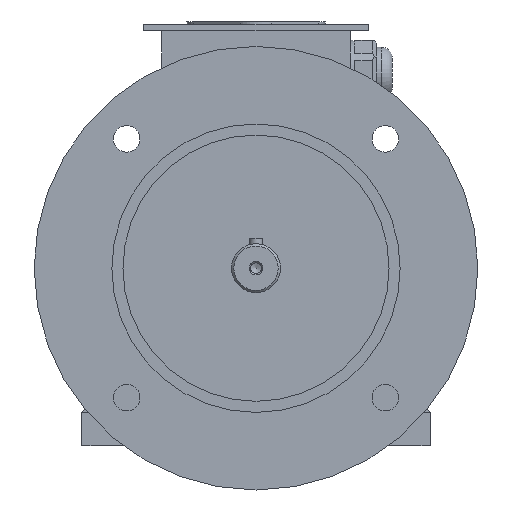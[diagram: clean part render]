
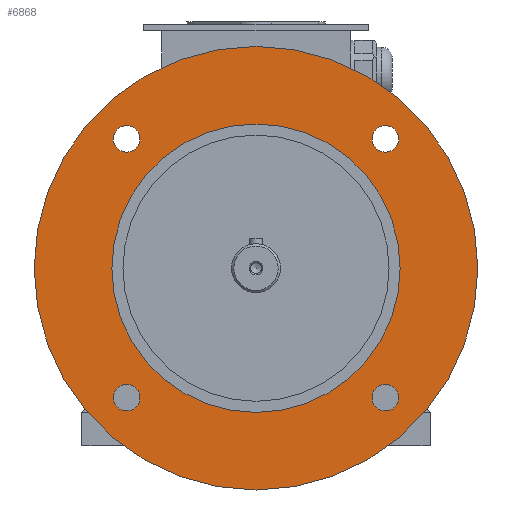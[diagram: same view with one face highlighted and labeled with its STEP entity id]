
A CAD part, front view. The second image highlights one B-rep face of the part: STEP entity #6868.
In plain terms, the highlighted planar face has unit normal (0, -1, 0).
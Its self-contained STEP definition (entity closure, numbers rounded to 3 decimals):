
#201=CIRCLE('',#7157,65.);
#208=CIRCLE('',#7174,6.);
#209=CIRCLE('',#7175,6.);
#210=CIRCLE('',#7176,6.);
#211=CIRCLE('',#7177,6.);
#212=CIRCLE('',#7178,100.);
#455=ORIENTED_EDGE('',*,*,#1913,.F.);
#456=ORIENTED_EDGE('',*,*,#1914,.F.);
#457=ORIENTED_EDGE('',*,*,#1915,.F.);
#458=ORIENTED_EDGE('',*,*,#1916,.F.);
#459=ORIENTED_EDGE('',*,*,#1917,.F.);
#460=ORIENTED_EDGE('',*,*,#1896,.T.);
#1896=EDGE_CURVE('',#2633,#2633,#201,.T.);
#1913=EDGE_CURVE('',#2646,#2646,#208,.T.);
#1914=EDGE_CURVE('',#2647,#2647,#209,.T.);
#1915=EDGE_CURVE('',#2648,#2648,#210,.T.);
#1916=EDGE_CURVE('',#2649,#2649,#211,.T.);
#1917=EDGE_CURVE('',#2650,#2650,#212,.T.);
#2633=VERTEX_POINT('',#9191);
#2646=VERTEX_POINT('',#9407);
#2647=VERTEX_POINT('',#9409);
#2648=VERTEX_POINT('',#9411);
#2649=VERTEX_POINT('',#9413);
#2650=VERTEX_POINT('',#9415);
#4051=EDGE_LOOP('',(#455));
#4052=EDGE_LOOP('',(#456));
#4053=EDGE_LOOP('',(#457));
#4054=EDGE_LOOP('',(#458));
#4055=EDGE_LOOP('',(#459));
#4056=EDGE_LOOP('',(#460));
#4389=FACE_BOUND('',#4051,.T.);
#4390=FACE_BOUND('',#4052,.T.);
#4391=FACE_BOUND('',#4053,.T.);
#4392=FACE_BOUND('',#4054,.T.);
#4393=FACE_BOUND('',#4055,.T.);
#4394=FACE_BOUND('',#4056,.T.);
#4712=PLANE('',#7173);
#6868=ADVANCED_FACE('',(#4389,#4390,#4391,#4392,#4393,#4394),#4712,.F.);
#7157=AXIS2_PLACEMENT_3D('',#9190,#7702,#7703);
#7173=AXIS2_PLACEMENT_3D('',#9405,#7742,#7743);
#7174=AXIS2_PLACEMENT_3D('',#9406,#7744,#7745);
#7175=AXIS2_PLACEMENT_3D('',#9408,#7746,#7747);
#7176=AXIS2_PLACEMENT_3D('',#9410,#7748,#7749);
#7177=AXIS2_PLACEMENT_3D('',#9412,#7750,#7751);
#7178=AXIS2_PLACEMENT_3D('',#9414,#7752,#7753);
#7702=DIRECTION('',(0.,1.,0.));
#7703=DIRECTION('',(0.,0.,1.));
#7742=DIRECTION('',(0.,1.,0.));
#7743=DIRECTION('',(0.,0.,1.));
#7744=DIRECTION('',(0.,-1.,0.));
#7745=DIRECTION('',(1.,0.,0.));
#7746=DIRECTION('',(0.,-1.,0.));
#7747=DIRECTION('',(1.,0.,0.));
#7748=DIRECTION('',(0.,-1.,0.));
#7749=DIRECTION('',(1.,0.,0.));
#7750=DIRECTION('',(0.,-1.,0.));
#7751=DIRECTION('',(1.,0.,0.));
#7752=DIRECTION('',(0.,1.,0.));
#7753=DIRECTION('',(1.,0.,0.));
#9190=CARTESIAN_POINT('',(0.,-25.,0.));
#9191=CARTESIAN_POINT('',(0.,-25.,65.));
#9405=CARTESIAN_POINT('',(0.,-25.,0.));
#9406=CARTESIAN_POINT('',(-58.336,-25.,-58.336));
#9407=CARTESIAN_POINT('',(-52.336,-25.,-58.336));
#9408=CARTESIAN_POINT('',(58.336,-25.,-58.336));
#9409=CARTESIAN_POINT('',(64.336,-25.,-58.336));
#9410=CARTESIAN_POINT('',(58.336,-25.,58.336));
#9411=CARTESIAN_POINT('',(64.336,-25.,58.336));
#9412=CARTESIAN_POINT('',(-58.336,-25.,58.336));
#9413=CARTESIAN_POINT('',(-52.336,-25.,58.336));
#9414=CARTESIAN_POINT('',(0.,-25.,0.));
#9415=CARTESIAN_POINT('',(100.,-25.,0.));
